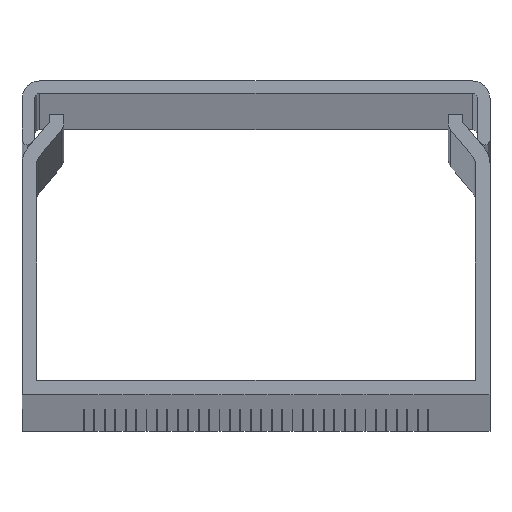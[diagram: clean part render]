
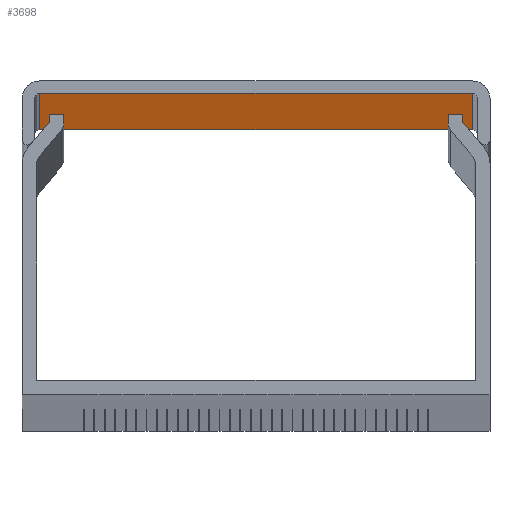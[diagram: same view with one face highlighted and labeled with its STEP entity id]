
A CAD part, top view. The second image highlights one B-rep face of the part: STEP entity #3698.
In plain terms, the highlighted planar face has unit normal (0, -1, 0).
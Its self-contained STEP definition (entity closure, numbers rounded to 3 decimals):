
#23 = CARTESIAN_POINT ( 'NONE',  ( 20.8, -1.2, 0. ) ) ;
#71 = DIRECTION ( 'NONE',  ( 0., 0., -1. ) ) ;
#123 = DIRECTION ( 'NONE',  ( 1., 0., 0. ) ) ;
#128 = AXIS2_PLACEMENT_3D ( 'NONE', #505, #521, #2127 ) ;
#187 = CARTESIAN_POINT ( 'NONE',  ( 20.8, -1.2, 2000. ) ) ;
#441 = PLANE ( 'NONE',  #128 ) ;
#468 = CARTESIAN_POINT ( 'NONE',  ( -20.8, -1.2, 0. ) ) ;
#505 = CARTESIAN_POINT ( 'NONE',  ( -20.8, -1.2, 2000. ) ) ;
#521 = DIRECTION ( 'NONE',  ( 0., 1., 0. ) ) ;
#719 = EDGE_LOOP ( 'NONE', ( #3485, #3479, #3476, #3468 ) ) ;
#1281 = FACE_OUTER_BOUND ( 'NONE', #719, .T. ) ;
#1405 = VERTEX_POINT ( 'NONE', #23 ) ;
#1596 = VERTEX_POINT ( 'NONE', #187 ) ;
#1631 = VERTEX_POINT ( 'NONE', #468 ) ;
#1917 = EDGE_CURVE ( 'NONE', #1631, #1405, #3402, .T. ) ;
#1953 = CARTESIAN_POINT ( 'NONE',  ( -20.8, -1.2, 2000. ) ) ;
#1994 = EDGE_CURVE ( 'NONE', #3309, #1631, #3225, .T. ) ;
#2127 = DIRECTION ( 'NONE',  ( -1., 0., 0. ) ) ;
#2139 = DIRECTION ( 'NONE',  ( 0., 0., -1. ) ) ;
#2203 = EDGE_CURVE ( 'NONE', #3309, #1596, #2825, .T. ) ;
#2271 = EDGE_CURVE ( 'NONE', #1596, #1405, #2590, .T. ) ;
#2580 = VECTOR ( 'NONE', #2139, 1000. ) ;
#2590 = LINE ( 'NONE', #3088, #2580 ) ;
#2707 = CARTESIAN_POINT ( 'NONE',  ( -20.8, -1.2, 2000. ) ) ;
#2747 = VECTOR ( 'NONE', #123, 1000. ) ;
#2825 = LINE ( 'NONE', #1953, #2747 ) ;
#2854 = CARTESIAN_POINT ( 'NONE',  ( -20.8, -1.2, 0. ) ) ;
#3088 = CARTESIAN_POINT ( 'NONE',  ( 20.8, -1.2, 2000. ) ) ;
#3225 = LINE ( 'NONE', #3664, #3263 ) ;
#3263 = VECTOR ( 'NONE', #71, 1000. ) ;
#3309 = VERTEX_POINT ( 'NONE', #2707 ) ;
#3397 = VECTOR ( 'NONE', #3457, 1000. ) ;
#3402 = LINE ( 'NONE', #2854, #3397 ) ;
#3457 = DIRECTION ( 'NONE',  ( 1., 0., 0. ) ) ;
#3468 = ORIENTED_EDGE ( 'NONE', *, *, #1994, .T. ) ;
#3476 = ORIENTED_EDGE ( 'NONE', *, *, #2203, .F. ) ;
#3479 = ORIENTED_EDGE ( 'NONE', *, *, #2271, .F. ) ;
#3485 = ORIENTED_EDGE ( 'NONE', *, *, #1917, .T. ) ;
#3664 = CARTESIAN_POINT ( 'NONE',  ( -20.8, -1.2, 2000. ) ) ;
#3698 = ADVANCED_FACE ( 'NONE', ( #1281 ), #441, .F. ) ;
